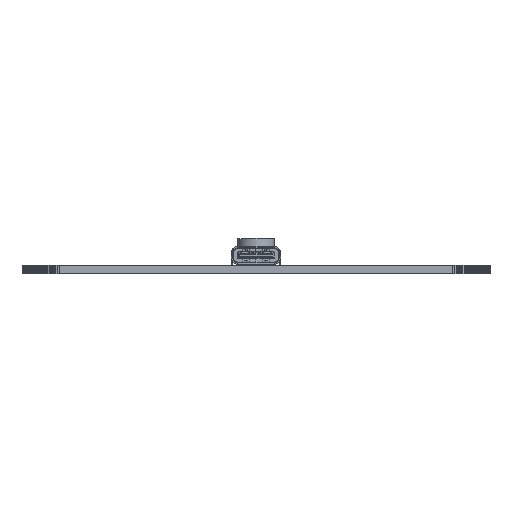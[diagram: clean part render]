
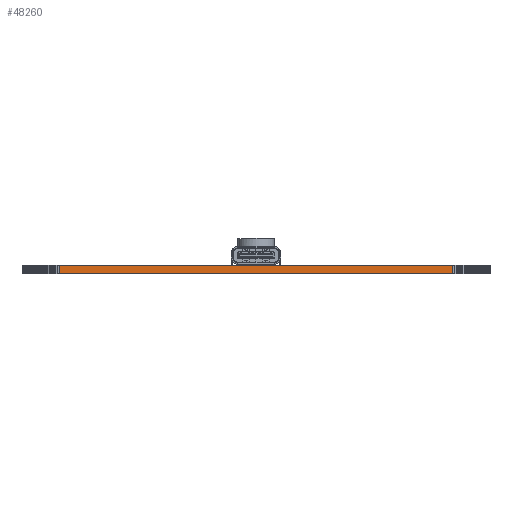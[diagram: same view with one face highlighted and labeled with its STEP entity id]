
A CAD part, front view. The second image highlights one B-rep face of the part: STEP entity #48260.
In plain terms, the highlighted planar face has unit normal (0, -1, 0).
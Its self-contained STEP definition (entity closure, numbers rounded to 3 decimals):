
#40667 = VERTEX_POINT('',#40668);
#40668 = CARTESIAN_POINT('',(110.892,-122.419,0.));
#40674 = EDGE_CURVE('',#40675,#40667,#40677,.T.);
#40675 = VERTEX_POINT('',#40676);
#40676 = CARTESIAN_POINT('',(181.934,-122.419,0.));
#40677 = LINE('',#40678,#40679);
#40678 = CARTESIAN_POINT('',(181.934,-122.419,0.));
#40679 = VECTOR('',#40680,1.);
#40680 = DIRECTION('',(-1.,0.,0.));
#43373 = VERTEX_POINT('',#43374);
#43374 = CARTESIAN_POINT('',(110.892,-122.419,1.51));
#43380 = EDGE_CURVE('',#43381,#43373,#43383,.T.);
#43381 = VERTEX_POINT('',#43382);
#43382 = CARTESIAN_POINT('',(181.934,-122.419,1.51));
#43383 = LINE('',#43384,#43385);
#43384 = CARTESIAN_POINT('',(181.934,-122.419,1.51));
#43385 = VECTOR('',#43386,1.);
#43386 = DIRECTION('',(-1.,0.,0.));
#48232 = EDGE_CURVE('',#40675,#43381,#48233,.T.);
#48233 = LINE('',#48234,#48235);
#48234 = CARTESIAN_POINT('',(181.934,-122.419,0.));
#48235 = VECTOR('',#48236,1.);
#48236 = DIRECTION('',(0.,0.,1.));
#48260 = ADVANCED_FACE('',(#48261),#48272,.T.);
#48261 = FACE_BOUND('',#48262,.T.);
#48262 = EDGE_LOOP('',(#48263,#48264,#48265,#48271));
#48263 = ORIENTED_EDGE('',*,*,#48232,.T.);
#48264 = ORIENTED_EDGE('',*,*,#43380,.T.);
#48265 = ORIENTED_EDGE('',*,*,#48266,.F.);
#48266 = EDGE_CURVE('',#40667,#43373,#48267,.T.);
#48267 = LINE('',#48268,#48269);
#48268 = CARTESIAN_POINT('',(110.892,-122.419,0.));
#48269 = VECTOR('',#48270,1.);
#48270 = DIRECTION('',(0.,0.,1.));
#48271 = ORIENTED_EDGE('',*,*,#40674,.F.);
#48272 = PLANE('',#48273);
#48273 = AXIS2_PLACEMENT_3D('',#48274,#48275,#48276);
#48274 = CARTESIAN_POINT('',(181.934,-122.419,0.));
#48275 = DIRECTION('',(0.,-1.,0.));
#48276 = DIRECTION('',(-1.,0.,0.));
